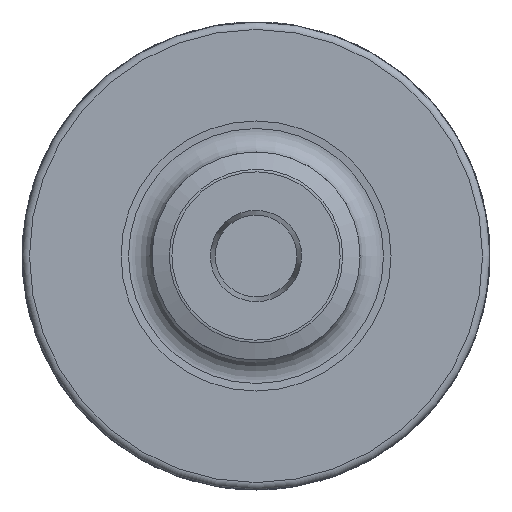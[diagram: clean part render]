
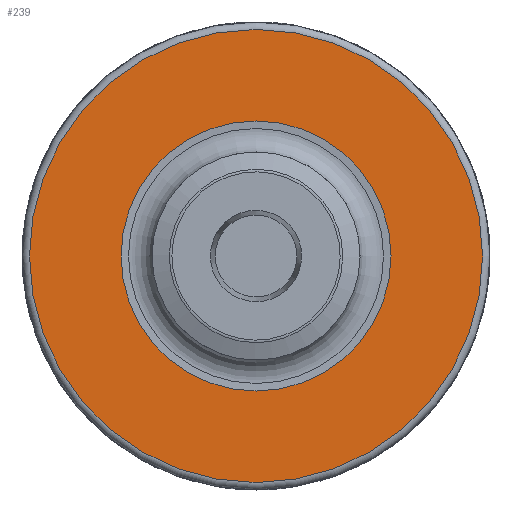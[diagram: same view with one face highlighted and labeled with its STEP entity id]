
A CAD part, left-side view. The second image highlights one B-rep face of the part: STEP entity #239.
In plain terms, the highlighted planar face has unit normal (-1, 0, 0).
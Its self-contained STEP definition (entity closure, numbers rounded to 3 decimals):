
#239=ADVANCED_FACE('',(#456,#457),#306,.F.);
#306=PLANE('',#1495);
#456=FACE_BOUND('',#561,.T.);
#457=FACE_BOUND('',#562,.T.);
#561=EDGE_LOOP('',(#795));
#562=EDGE_LOOP('',(#796));
#795=ORIENTED_EDGE('',*,*,#1273,.T.);
#796=ORIENTED_EDGE('',*,*,#1272,.F.);
#1110=VERTEX_POINT('',#2586);
#1111=VERTEX_POINT('',#2589);
#1272=EDGE_CURVE('',#1110,#1110,#1383,.T.);
#1273=EDGE_CURVE('',#1111,#1111,#1384,.T.);
#1383=CIRCLE('',#1492,30.495);
#1384=CIRCLE('',#1494,18.174);
#1492=AXIS2_PLACEMENT_3D('',#2585,#1755,#1756);
#1494=AXIS2_PLACEMENT_3D('',#2588,#1759,#1760);
#1495=AXIS2_PLACEMENT_3D('',#2590,#1761,#1762);
#1755=DIRECTION('',(1.,0.,0.));
#1756=DIRECTION('',(0.,0.,1.));
#1759=DIRECTION('',(1.,0.,0.));
#1760=DIRECTION('',(0.,0.,1.));
#1761=DIRECTION('',(1.,0.,0.));
#1762=DIRECTION('',(0.,0.,-1.));
#2585=CARTESIAN_POINT('',(63.,0.,0.));
#2586=CARTESIAN_POINT('',(63.,0.,30.495));
#2588=CARTESIAN_POINT('',(63.,0.,0.));
#2589=CARTESIAN_POINT('',(63.,0.,18.174));
#2590=CARTESIAN_POINT('',(63.,30.495,0.));
